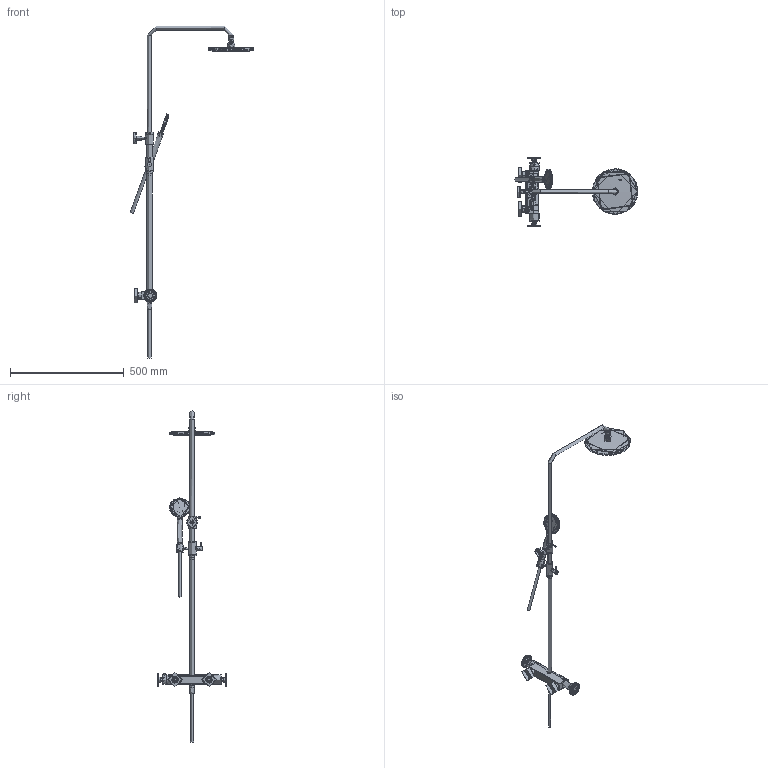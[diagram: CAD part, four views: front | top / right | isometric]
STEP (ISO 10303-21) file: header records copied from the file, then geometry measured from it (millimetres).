
FILE_DESCRIPTION(/* description */ ('Unknown'),/* implementation_level */ '2;1');
FILE_NAME(/* name */ 'SDSW10-00 rel1',/* time_stamp */ '2024-02-05T15:12:29+01:00',/* author */ ('Unknown'),/* organization */ ('Unknown'),/* preprocessor_version */ 'ST-DEVELOPER v18.102',/* originating_system */ 'Solid Edge',/* authorisation */ 'Unknown');
FILE_SCHEMA (('AUTOMOTIVE_DESIGN {1 0 10303 214 3 1 1}'));
Length unit declared in the file: millimetre
Products named in the file (50): SDSW10-00 rel1; M432-00_oa_0; M432-01; GL431-003_oa_1; GL431-04; GL431-02; GL431-17; M432-003_oa_2; GL431-18; M432-03; grano m4; GL431-14; M432-001_oa_3; M432-02; GL431-08; GL431-002_oa_4; GL431-19; GL431-20; M307-22; M307-19; GL431-22; M514-07; M100-00_oa_5; M100-02; M100-001_oa_6; 23090; M100-03; M100-04; M100-05; M015-001; M353-00_oa_7; A101064_01500ZZ; M353-001_oa_8; C063156_00151ZZ; C027066_00151ZZ; C101022_00151ZZ; A064045_53200ZZ; CW016-00_oa_9; CB008-07; CB008-03 ...
Assembly tree (58 placements, depth 4):
  SDSW10-00 rel1
    M432-00_oa_0
      M432-01
      GL431-003_oa_1
        GL431-04
        GL431-02
        GL431-17
      M432-003_oa_2
        GL431-18
        M432-03
        grano m4  x2
      GL431-14
      M432-001_oa_3
        M432-02
      GL431-08
      GL431-002_oa_4
        GL431-19
        GL431-20
        M307-22
        M307-19
        GL431-22
        M514-07
        GL431-14
    M100-00_oa_5
      M100-02
      M100-001_oa_6
        23090
      M100-03
      M100-04
      M100-05
    M015-001  x2
    M353-00_oa_7
      A101064_01500ZZ
      M353-001_oa_8
        C063156_00151ZZ
        C027066_00151ZZ
        C101022_00151ZZ
        A064045_53200ZZ
    CW016-00_oa_9
      CB008-07  x2
      CB008-03  x2
      CB008-05  x2
      CB016-01
      CB008-02
      CW008-001_oa_10
        CW008-02
        100.000.01.10T.70C_10
      CW7068-02  x2
      CW016-01
      CW008-01  x2
      CW003-08  x2
Bounding box: 544.68 x 303.9 x 1461.19 mm (x, y, z)
Volume: 1000119.3 mm3; surface area: 818843.6 mm2
Topology: 48 solids, 48 shells, 6972 faces, 17206 edges, 10693 vertices
Faces by surface type: cylinder 1962, bspline 1798, plane 1312, torus 1217, cone 587, sphere 96
Full cylindrical faces by diameter (mm): 1 x126, 2.459 x3, 2.5 x1, 3 x1, 3.2 x3, 3.242 x13, 3.3 x4, 4 x5, 4.134 x1, 4.2 x1, 4.4 x36, 4.5 x129, 4.8 x8, 5 x8, 5.5 x1, 6 x5, 6.5 x2, 7 x9, 7.3 x3, 7.4 x1, 7.5 x2, 8 x4, 8.5 x1, 8.917 x2, 10 x4, 10.2 x1, 10.5 x3, 10.917 x1, 11 x2, 11.3 x2
Entity records: 187804 total; most frequent: CARTESIAN_POINT 60036, DIRECTION 21380, ORIENTED_EDGE 20992, EDGE_CURVE 10496, AXIS2_PLACEMENT_3D 9478, FACE_BOUND 8082, EDGE_LOOP 8074, VERTEX_POINT 7306
